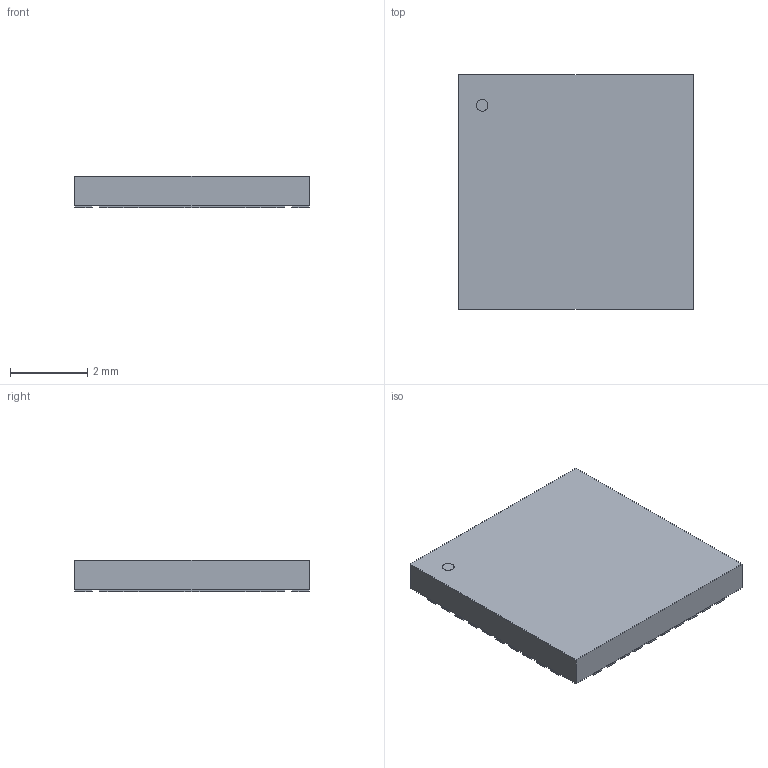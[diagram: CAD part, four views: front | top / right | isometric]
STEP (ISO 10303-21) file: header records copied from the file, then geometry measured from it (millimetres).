
FILE_DESCRIPTION(/* description */ (''),/* implementation_level */ '2;1');
FILE_NAME(/* name */ 'QFN_0ACPZ-RL_ADI.step',/* time_stamp */ '2021-02-09T18:04:47+02:00',/* author */ (''),/* organization */ (''),/* preprocessor_version */ 'ST-DEVELOPER v18.1',/* originating_system */ 'Autodesk Translation Framework v9.7.1.1290',/* authorisation */ '');
FILE_SCHEMA (('AUTOMOTIVE_DESIGN { 1 0 10303 214 3 1 1 }'));
Length unit declared in the file: millimetre
Products named in the file (1): (Unsaved)
Bounding box: 6.1 x 6.1 x 0.81 mm (x, y, z)
Volume: 29.7 mm3; surface area: 152.4 mm2
Topology: 43 solids, 43 shells, 255 faces, 507 edges, 338 vertices
Faces by surface type: plane 254, cylinder 1
Full cylindrical faces by diameter (mm): 0.305 x1
Entity records: 6710 total; most frequent: CARTESIAN_POINT 1101, DIRECTION 1021, ORIENTED_EDGE 1014, EDGE_CURVE 507, LINE 505, VECTOR 505, VERTEX_POINT 338, STYLED_ITEM 298
